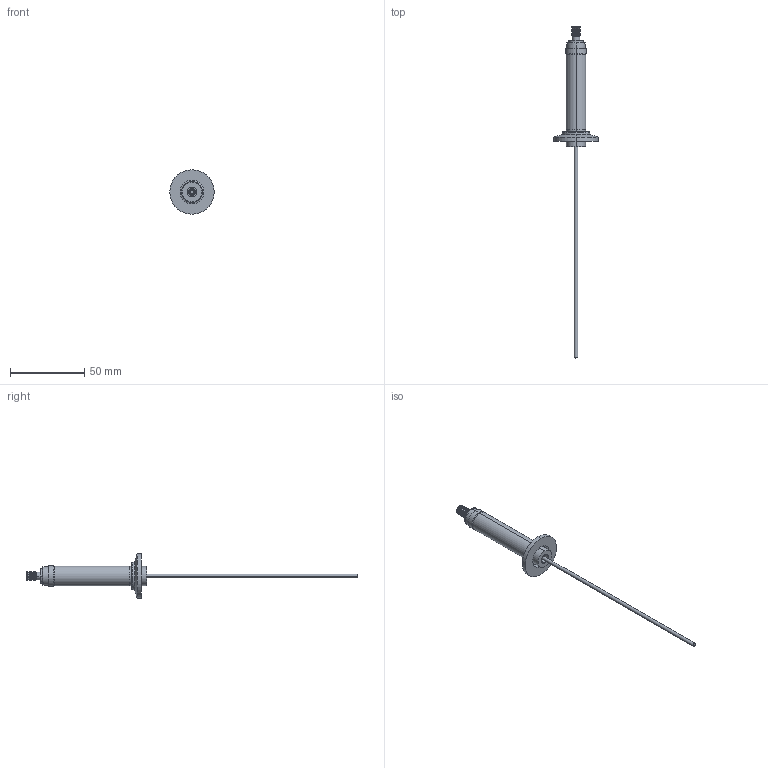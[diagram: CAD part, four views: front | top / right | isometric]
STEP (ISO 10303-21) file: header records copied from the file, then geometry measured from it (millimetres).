
FILE_DESCRIPTION (( 'STEP AP203' ), '1' );
FILE_NAME ('A5743-1-QF.STEP', '2013-06-11T11:43:34', ( '' ), ( '' ), 'SwSTEP 2.0', 'SolidWorks 2012', '' );
FILE_SCHEMA (( 'CONFIG_CONTROL_DESIGN' ));
Length unit declared in the file: inch
Products named in the file (1): A5743-1-QF
Bounding box: 29.97 x 223.9 x 29.97 mm (x, y, z)
Volume: 10148.5 mm3; surface area: 8925.1 mm2
Topology: 1 solids, 1 shells, 115 faces, 262 edges, 164 vertices
Faces by surface type: cone 48, cylinder 38, plane 17, bspline 12
Entity records: 3651 total; most frequent: CARTESIAN_POINT 880, DIRECTION 638, ORIENTED_EDGE 524, AXIS2_PLACEMENT_3D 276, EDGE_CURVE 262, CIRCLE 172, VERTEX_POINT 164, EDGE_LOOP 130
